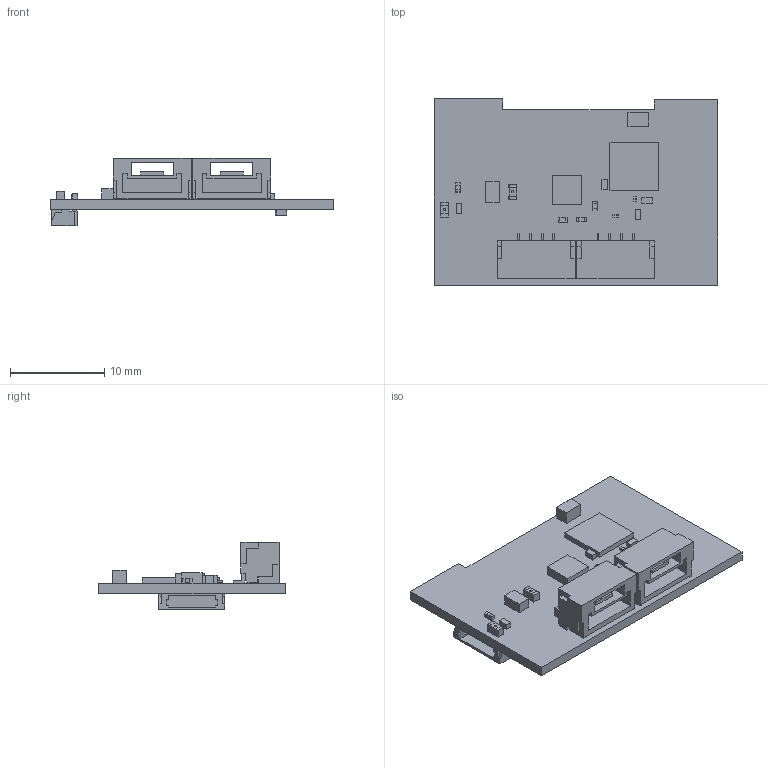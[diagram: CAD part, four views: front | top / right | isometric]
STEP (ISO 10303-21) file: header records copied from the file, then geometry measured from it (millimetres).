
FILE_DESCRIPTION(('Open CASCADE Model'),'2;1');
FILE_NAME('Open CASCADE Shape Model','2017-12-06T14:40:40',('Author'),( 'Open CASCADE'),'Open CASCADE STEP processor 6.8','Open CASCADE 6.8' ,'Unknown');
FILE_SCHEMA(('AUTOMOTIVE_DESIGN { 1 0 10303 214 1 1 1 1 }'));
Length unit declared in the file: millimetre
Products named in the file (44): PCB; Board; CAN1; SM04B-GHS-TB; U3; 6045871808; Extruded; R15; RES0402; R1; JMP; CAN; C16; 6045871232; C17; 6045871040; C10; cap_0603; C9; cap_0402; C8; C13; cap_0201; C12; U4; 6045870848; P1; SM06B-SURS-TF; C7; C6; C5; 7556620416; C20; 6045871424; C15; C14; C19; C18; Free-Models
Assembly tree (54 placements, depth 4):
  PCB
    Board
    CAN1
      SM04B-GHS-TB
    U3
      6045871808
        Extruded
    R15
      RES0402
    R1
      RES0402
    JMP
      RES0402
    CAN
      SM04B-GHS-TB
    C16
      6045871232
        Extruded
    C17
      6045871040
        Extruded
    C10
      cap_0603
    C9
      cap_0402
    C8
      cap_0603
    C13
      cap_0201
    C12
      cap_0201
    U4
      6045870848
        Extruded
    P1
      SM06B-SURS-TF
    C7
      cap_0201
    C6
      cap_0201
    C5
      7556620416
        Extruded
    C20
      6045871424
        Extruded
    C15
      6045871232
        Extruded
    C14
      6045871424
        Extruded
    C19
      6045871424
        Extruded
    C18
      6045871232
        Extruded
    Free-Models
Bounding box: 30 x 19.73 x 7.12 mm (x, y, z)
Volume: 852.1 mm3; surface area: 2054.6 mm2
Topology: 33 solids, 33 shells, 709 faces, 1714 edges, 1042 vertices
Faces by surface type: plane 473, cylinder 132, sphere 56, bspline 48
Entity records: 14082 total; most frequent: CARTESIAN_POINT 2806, ORIENTED_EDGE 1758, DIRECTION 1741, EDGE_CURVE 879, LINE 707, VECTOR 707, VERTEX_POINT 558, AXIS2_PLACEMENT_3D 517
